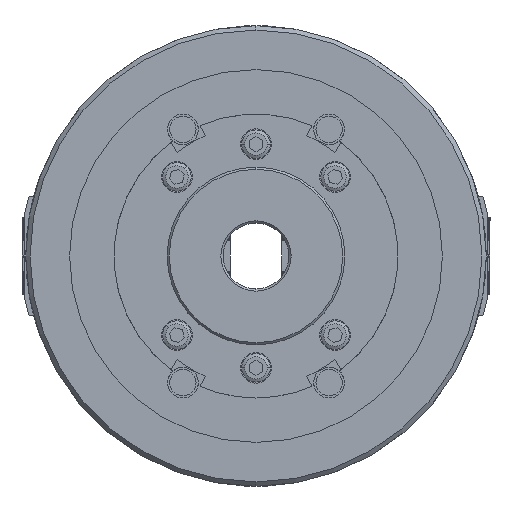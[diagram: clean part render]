
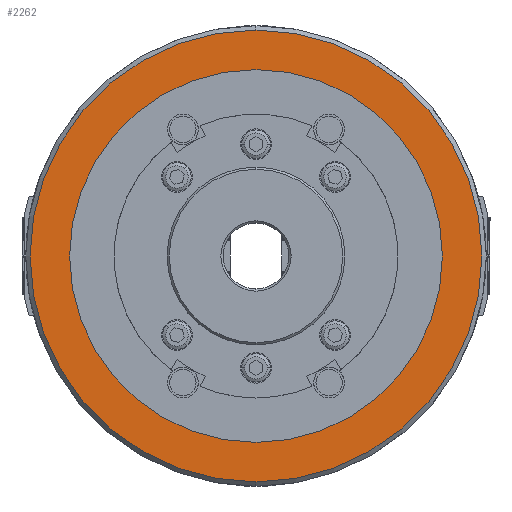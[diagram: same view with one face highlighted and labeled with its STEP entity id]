
A CAD part, left-side view. The second image highlights one B-rep face of the part: STEP entity #2262.
In plain terms, the highlighted planar face has unit normal (-1, 0, 0).
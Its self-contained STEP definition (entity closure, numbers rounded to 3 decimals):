
#705 = CARTESIAN_POINT ( 'NONE',  ( -91., 0., 103. ) ) ;
#1300 = EDGE_CURVE ( 'NONE', #61966, #43689, #46551, .T. ) ;
#2262 = ADVANCED_FACE ( 'NONE', ( #31897, #61845 ), #6747, .T. ) ;
#6747 = PLANE ( 'NONE',  #79277 ) ;
#8576 = DIRECTION ( 'NONE',  ( 0., 0., 1. ) ) ;
#10097 = DIRECTION ( 'NONE',  ( 0., 0., -1. ) ) ;
#18475 = DIRECTION ( 'NONE',  ( -1., 0., 0. ) ) ;
#18870 = DIRECTION ( 'NONE',  ( 0., 0., -1. ) ) ;
#19206 = ORIENTED_EDGE ( 'NONE', *, *, #28905, .T. ) ;
#19977 = DIRECTION ( 'NONE',  ( 1., 0., 0. ) ) ;
#28390 = CARTESIAN_POINT ( 'NONE',  ( -91., 0., 0. ) ) ;
#28782 = DIRECTION ( 'NONE',  ( 1., 0., 0. ) ) ;
#28905 = EDGE_CURVE ( 'NONE', #76975, #56007, #75135, .T. ) ;
#29920 = CARTESIAN_POINT ( 'NONE',  ( -91., 0., 0. ) ) ;
#31897 = FACE_OUTER_BOUND ( 'NONE', #85525, .T. ) ;
#38636 = CIRCLE ( 'NONE', #95721, 85. ) ;
#42726 = ORIENTED_EDGE ( 'NONE', *, *, #1300, .T. ) ;
#43689 = VERTEX_POINT ( 'NONE', #80437 ) ;
#43970 = CARTESIAN_POINT ( 'NONE',  ( -91., 0., -103. ) ) ;
#44056 = DIRECTION ( 'NONE',  ( 0., 0., 1. ) ) ;
#44577 = CARTESIAN_POINT ( 'NONE',  ( -91., 0., 0. ) ) ;
#46186 = EDGE_CURVE ( 'NONE', #43689, #61966, #38636, .T. ) ;
#46551 = CIRCLE ( 'NONE', #81052, 85. ) ;
#47841 = EDGE_LOOP ( 'NONE', ( #84018, #42726 ) ) ;
#53994 = DIRECTION ( 'NONE',  ( -1., 0., 0. ) ) ;
#54431 = AXIS2_PLACEMENT_3D ( 'NONE', #44577, #91742, #81858 ) ;
#56007 = VERTEX_POINT ( 'NONE', #43970 ) ;
#56429 = CARTESIAN_POINT ( 'NONE',  ( -91., 0., 85. ) ) ;
#60126 = CIRCLE ( 'NONE', #61002, 103. ) ;
#61002 = AXIS2_PLACEMENT_3D ( 'NONE', #28390, #18475, #8576 ) ;
#61845 = FACE_BOUND ( 'NONE', #47841, .T. ) ;
#61966 = VERTEX_POINT ( 'NONE', #56429 ) ;
#63871 = CARTESIAN_POINT ( 'NONE',  ( -91., 105., 0. ) ) ;
#75135 = CIRCLE ( 'NONE', #54431, 103. ) ;
#76975 = VERTEX_POINT ( 'NONE', #705 ) ;
#78312 = CARTESIAN_POINT ( 'NONE',  ( -91., 0., 0. ) ) ;
#79277 = AXIS2_PLACEMENT_3D ( 'NONE', #63871, #53994, #44056 ) ;
#80437 = CARTESIAN_POINT ( 'NONE',  ( -91., 0., -85. ) ) ;
#81052 = AXIS2_PLACEMENT_3D ( 'NONE', #78312, #28782, #18870 ) ;
#81858 = DIRECTION ( 'NONE',  ( 0., 0., 1. ) ) ;
#82618 = EDGE_CURVE ( 'NONE', #56007, #76975, #60126, .T. ) ;
#84018 = ORIENTED_EDGE ( 'NONE', *, *, #46186, .T. ) ;
#85525 = EDGE_LOOP ( 'NONE', ( #96015, #19206 ) ) ;
#91742 = DIRECTION ( 'NONE',  ( -1., 0., 0. ) ) ;
#95721 = AXIS2_PLACEMENT_3D ( 'NONE', #29920, #19977, #10097 ) ;
#96015 = ORIENTED_EDGE ( 'NONE', *, *, #82618, .T. ) ;
